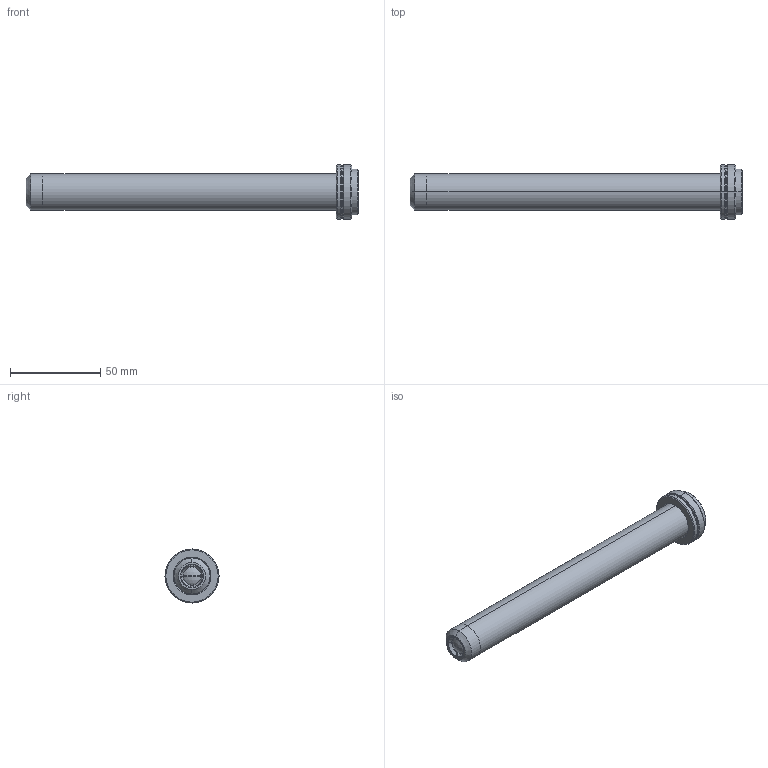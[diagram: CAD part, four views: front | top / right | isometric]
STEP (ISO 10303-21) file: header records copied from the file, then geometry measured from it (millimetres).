
FILE_DESCRIPTION (( 'STEP AP203' ), '1' );
FILE_NAME ('DP32352-A_MC3M500X.step', '2023-03-08T10:36:09', ( '' ), ( '' ), 'SwSTEP 2.0', 'SolidWorks 2021', '' );
FILE_SCHEMA (( 'CONFIG_CONTROL_DESIGN' ));
Length unit declared in the file: millimetre
Products named in the file (1): DP32352-A_MC3M500X
Bounding box: 184.31 x 30 x 30 mm (x, y, z)
Surface area: 19126.1 mm2 (no closed solid volume)
Topology: 0 solids, 9 shells, 64 faces, 158 edges, 102 vertices
Faces by surface type: cone 24, cylinder 22, plane 16, sphere 2
Entity records: 1985 total; most frequent: DIRECTION 380, CARTESIAN_POINT 337, ORIENTED_EDGE 270, AXIS2_PLACEMENT_3D 161, EDGE_CURVE 158, VERTEX_POINT 102, CIRCLE 96, EDGE_LOOP 72
